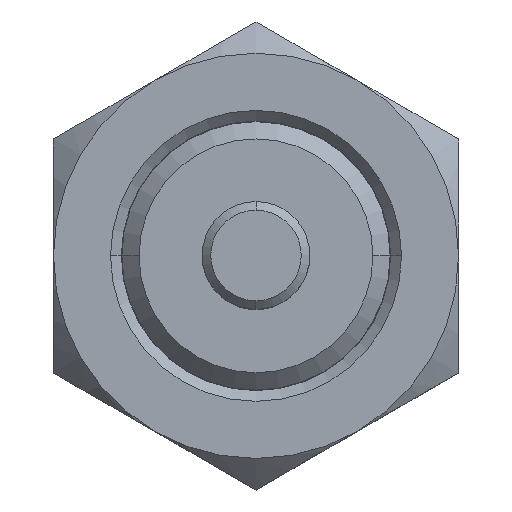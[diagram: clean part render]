
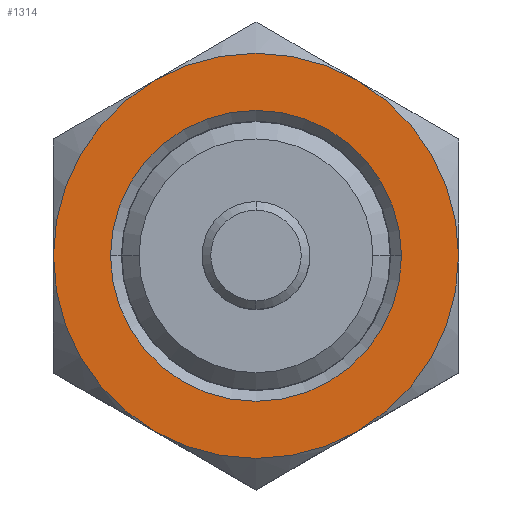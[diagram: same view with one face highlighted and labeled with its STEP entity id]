
A CAD part, top view. The second image highlights one B-rep face of the part: STEP entity #1314.
In plain terms, the highlighted planar face has unit normal (0, 0, 1).
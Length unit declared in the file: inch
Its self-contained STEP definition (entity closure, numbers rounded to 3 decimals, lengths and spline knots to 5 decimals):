
#6 = ORIENTED_EDGE ( 'NONE', *, *, #458, .F. ) ;
#26 = CIRCLE ( 'NONE', #2621, 0.47 ) ;
#65 = FACE_BOUND ( 'NONE', #2825, .T. ) ;
#78 = AXIS2_PLACEMENT_3D ( 'NONE', #1346, #3030, #1594 ) ;
#160 = AXIS2_PLACEMENT_3D ( 'NONE', #2080, #644, #2337 ) ;
#256 = EDGE_CURVE ( 'NONE', #3070, #2065, #2512, .T. ) ;
#358 = EDGE_CURVE ( 'NONE', #2506, #1119, #1077, .T. ) ;
#407 = AXIS2_PLACEMENT_3D ( 'NONE', #1071, #2753, #1307 ) ;
#458 = EDGE_CURVE ( 'NONE', #725, #804, #2693, .T. ) ;
#465 = CARTESIAN_POINT ( 'NONE',  ( 0., 0., 0.19 ) ) ;
#562 = DIRECTION ( 'NONE',  ( 0., 0., -1. ) ) ;
#623 = DIRECTION ( 'NONE',  ( 0., 0., -1. ) ) ;
#644 = DIRECTION ( 'NONE',  ( 0., 0., -1. ) ) ;
#665 = VERTEX_POINT ( 'NONE', #2373 ) ;
#716 = DIRECTION ( 'NONE',  ( -1., 0., 0. ) ) ;
#725 = VERTEX_POINT ( 'NONE', #1414 ) ;
#728 = CARTESIAN_POINT ( 'NONE',  ( -0.47, 0., 0.19 ) ) ;
#804 = VERTEX_POINT ( 'NONE', #728 ) ;
#865 = ORIENTED_EDGE ( 'NONE', *, *, #2085, .T. ) ;
#894 = DIRECTION ( 'NONE',  ( 0., 0., -1. ) ) ;
#928 = AXIS2_PLACEMENT_3D ( 'NONE', #465, #2150, #716 ) ;
#957 = CARTESIAN_POINT ( 'NONE',  ( -0.235, 0.40703, 0.19 ) ) ;
#974 = CARTESIAN_POINT ( 'NONE',  ( 0., 0., 0.19 ) ) ;
#1039 = CARTESIAN_POINT ( 'NONE',  ( 0., 0., 0.19 ) ) ;
#1071 = CARTESIAN_POINT ( 'NONE',  ( 0., 0., 0.19 ) ) ;
#1077 = CIRCLE ( 'NONE', #407, 0.47 ) ;
#1119 = VERTEX_POINT ( 'NONE', #2728 ) ;
#1207 = DIRECTION ( 'NONE',  ( -1., 0., 0. ) ) ;
#1243 = CARTESIAN_POINT ( 'NONE',  ( 0.47, 0., 0.19 ) ) ;
#1275 = DIRECTION ( 'NONE',  ( 1., 0., 0. ) ) ;
#1307 = DIRECTION ( 'NONE',  ( -1., 0., 0. ) ) ;
#1314 = ADVANCED_FACE ( 'NONE', ( #65, #1908 ), #3048, .F. ) ;
#1346 = CARTESIAN_POINT ( 'NONE',  ( 0., 0., 0.19 ) ) ;
#1373 = CIRCLE ( 'NONE', #160, 0.3375 ) ;
#1414 = CARTESIAN_POINT ( 'NONE',  ( -0.235, -0.40703, 0.19 ) ) ;
#1557 = CARTESIAN_POINT ( 'NONE',  ( -0.3375, 0., 0.19 ) ) ;
#1594 = DIRECTION ( 'NONE',  ( -1., 0., 0. ) ) ;
#1617 = EDGE_CURVE ( 'NONE', #804, #3070, #26, .T. ) ;
#1704 = AXIS2_PLACEMENT_3D ( 'NONE', #2064, #623, #2316 ) ;
#1705 = EDGE_LOOP ( 'NONE', ( #2099, #6, #1759, #1927, #2036, #2030 ) ) ;
#1759 = ORIENTED_EDGE ( 'NONE', *, *, #1965, .F. ) ;
#1864 = EDGE_CURVE ( 'NONE', #2506, #2065, #2701, .T. ) ;
#1902 = CIRCLE ( 'NONE', #78, 0.47 ) ;
#1908 = FACE_OUTER_BOUND ( 'NONE', #1705, .T. ) ;
#1927 = ORIENTED_EDGE ( 'NONE', *, *, #358, .F. ) ;
#1937 = CIRCLE ( 'NONE', #2346, 0.3375 ) ;
#1965 = EDGE_CURVE ( 'NONE', #1119, #725, #1902, .T. ) ;
#2004 = CARTESIAN_POINT ( 'NONE',  ( 0., 0., 0.19 ) ) ;
#2030 = ORIENTED_EDGE ( 'NONE', *, *, #256, .F. ) ;
#2036 = ORIENTED_EDGE ( 'NONE', *, *, #1864, .T. ) ;
#2064 = CARTESIAN_POINT ( 'NONE',  ( 0., 0., 0.19 ) ) ;
#2065 = VERTEX_POINT ( 'NONE', #2147 ) ;
#2074 = AXIS2_PLACEMENT_3D ( 'NONE', #1039, #2719, #1275 ) ;
#2077 = CARTESIAN_POINT ( 'NONE',  ( 0., 0.54271, 0.19 ) ) ;
#2080 = CARTESIAN_POINT ( 'NONE',  ( 0., 0., 0.19 ) ) ;
#2085 = EDGE_CURVE ( 'NONE', #665, #2805, #1937, .T. ) ;
#2099 = ORIENTED_EDGE ( 'NONE', *, *, #1617, .F. ) ;
#2147 = CARTESIAN_POINT ( 'NONE',  ( 0.235, 0.40703, 0.19 ) ) ;
#2150 = DIRECTION ( 'NONE',  ( 0., 0., -1. ) ) ;
#2258 = DIRECTION ( 'NONE',  ( -1., 0., 0. ) ) ;
#2263 = ORIENTED_EDGE ( 'NONE', *, *, #2961, .T. ) ;
#2316 = DIRECTION ( 'NONE',  ( -1., 0., 0. ) ) ;
#2337 = DIRECTION ( 'NONE',  ( -1., 0., 0. ) ) ;
#2346 = AXIS2_PLACEMENT_3D ( 'NONE', #974, #2655, #1207 ) ;
#2373 = CARTESIAN_POINT ( 'NONE',  ( 0.3375, 0., 0.19 ) ) ;
#2506 = VERTEX_POINT ( 'NONE', #1243 ) ;
#2512 = CIRCLE ( 'NONE', #928, 0.47 ) ;
#2572 = DIRECTION ( 'NONE',  ( -1., 0., 0. ) ) ;
#2621 = AXIS2_PLACEMENT_3D ( 'NONE', #2004, #562, #2258 ) ;
#2655 = DIRECTION ( 'NONE',  ( 0., 0., -1. ) ) ;
#2693 = CIRCLE ( 'NONE', #1704, 0.47 ) ;
#2701 = CIRCLE ( 'NONE', #2074, 0.47 ) ;
#2719 = DIRECTION ( 'NONE',  ( 0., 0., 1. ) ) ;
#2728 = CARTESIAN_POINT ( 'NONE',  ( 0.235, -0.40703, 0.19 ) ) ;
#2751 = AXIS2_PLACEMENT_3D ( 'NONE', #2077, #894, #2572 ) ;
#2753 = DIRECTION ( 'NONE',  ( 0., 0., -1. ) ) ;
#2805 = VERTEX_POINT ( 'NONE', #1557 ) ;
#2825 = EDGE_LOOP ( 'NONE', ( #865, #2263 ) ) ;
#2961 = EDGE_CURVE ( 'NONE', #2805, #665, #1373, .T. ) ;
#3030 = DIRECTION ( 'NONE',  ( 0., 0., -1. ) ) ;
#3048 = PLANE ( 'NONE',  #2751 ) ;
#3070 = VERTEX_POINT ( 'NONE', #957 ) ;
